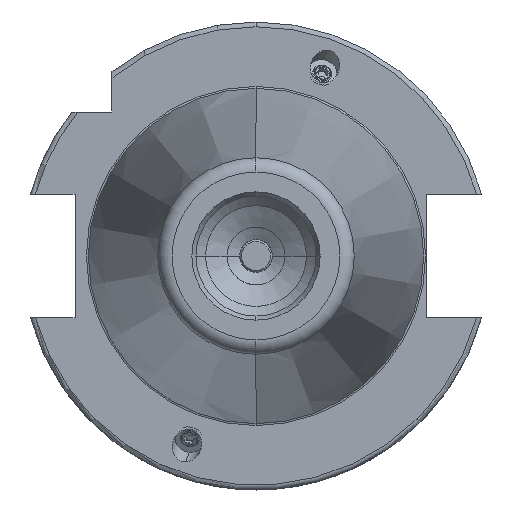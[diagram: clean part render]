
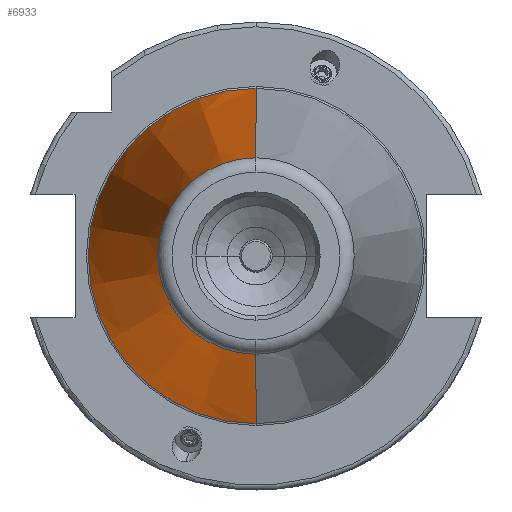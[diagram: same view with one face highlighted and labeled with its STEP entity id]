
A CAD part, left-side view. The second image highlights one B-rep face of the part: STEP entity #6933.
In plain terms, the highlighted conical face has half-angle 8.297 degrees and reference radius 34.925 mm.
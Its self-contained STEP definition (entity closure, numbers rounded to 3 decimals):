
#485 = CARTESIAN_POINT ( 'NONE',  ( 0., 34.925, 0. ) ) ;
#648 = CONICAL_SURFACE ( 'NONE', #2214, 34.925, 0.145 ) ;
#655 = VERTEX_POINT ( 'NONE', #485 ) ;
#1008 = DIRECTION ( 'NONE',  ( -1., 0., 0. ) ) ;
#1260 = AXIS2_PLACEMENT_3D ( 'NONE', #4081, #5808, #3965 ) ;
#1996 = CARTESIAN_POINT ( 'NONE',  ( 0., 0., 0. ) ) ;
#2214 = AXIS2_PLACEMENT_3D ( 'NONE', #8971, #5298, #3528 ) ;
#2269 = LINE ( 'NONE', #2453, #3654 ) ;
#2340 = CARTESIAN_POINT ( 'NONE',  ( 0., -34.925, 0. ) ) ;
#2453 = CARTESIAN_POINT ( 'NONE',  ( 0., 34.925, 0. ) ) ;
#2862 = DIRECTION ( 'NONE',  ( 0., -1., 0. ) ) ;
#2876 = CARTESIAN_POINT ( 'NONE',  ( -99.183, 20.461, 0. ) ) ;
#3528 = DIRECTION ( 'NONE',  ( 0., 1., 0. ) ) ;
#3612 = VERTEX_POINT ( 'NONE', #2876 ) ;
#3654 = VECTOR ( 'NONE', #9875, 1000. ) ;
#3965 = DIRECTION ( 'NONE',  ( 0., -1., 0. ) ) ;
#4020 = CARTESIAN_POINT ( 'NONE',  ( 0., -34.925, 0. ) ) ;
#4027 = ORIENTED_EDGE ( 'NONE', *, *, #9099, .T. ) ;
#4081 = CARTESIAN_POINT ( 'NONE',  ( -99.183, 0., 0. ) ) ;
#4757 = CARTESIAN_POINT ( 'NONE',  ( -99.183, -20.461, 0. ) ) ;
#5298 = DIRECTION ( 'NONE',  ( 1., 0., 0. ) ) ;
#5404 = ORIENTED_EDGE ( 'NONE', *, *, #10585, .F. ) ;
#5808 = DIRECTION ( 'NONE',  ( -1., 0., 0. ) ) ;
#5985 = ORIENTED_EDGE ( 'NONE', *, *, #10410, .F. ) ;
#6096 = DIRECTION ( 'NONE',  ( 0.99, -0.144, 0. ) ) ;
#6275 = FACE_OUTER_BOUND ( 'NONE', #11069, .T. ) ;
#6816 = EDGE_CURVE ( 'NONE', #10337, #10556, #7912, .T. ) ;
#6933 = ADVANCED_FACE ( 'NONE', ( #6275 ), #648, .T. ) ;
#6969 = CIRCLE ( 'NONE', #1260, 20.461 ) ;
#7912 = LINE ( 'NONE', #2340, #8446 ) ;
#8446 = VECTOR ( 'NONE', #6096, 1000. ) ;
#8487 = AXIS2_PLACEMENT_3D ( 'NONE', #1996, #1008, #2862 ) ;
#8971 = CARTESIAN_POINT ( 'NONE',  ( 0., 0., 0. ) ) ;
#9099 = EDGE_CURVE ( 'NONE', #10556, #655, #10712, .T. ) ;
#9875 = DIRECTION ( 'NONE',  ( 0.99, 0.144, 0. ) ) ;
#10337 = VERTEX_POINT ( 'NONE', #4757 ) ;
#10410 = EDGE_CURVE ( 'NONE', #10337, #3612, #6969, .T. ) ;
#10556 = VERTEX_POINT ( 'NONE', #4020 ) ;
#10585 = EDGE_CURVE ( 'NONE', #3612, #655, #2269, .T. ) ;
#10712 = CIRCLE ( 'NONE', #8487, 34.925 ) ;
#11069 = EDGE_LOOP ( 'NONE', ( #5985, #12121, #4027, #5404 ) ) ;
#12121 = ORIENTED_EDGE ( 'NONE', *, *, #6816, .T. ) ;
